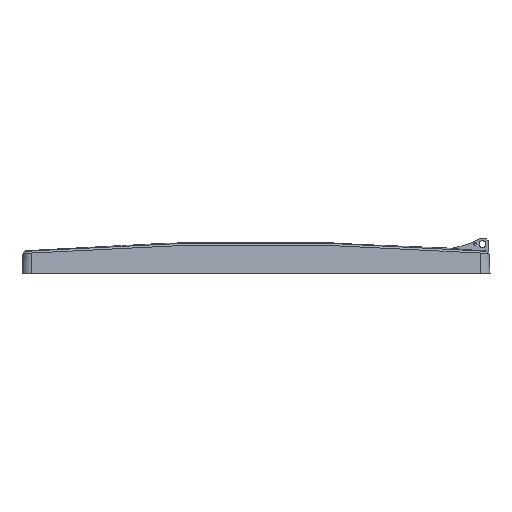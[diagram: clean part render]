
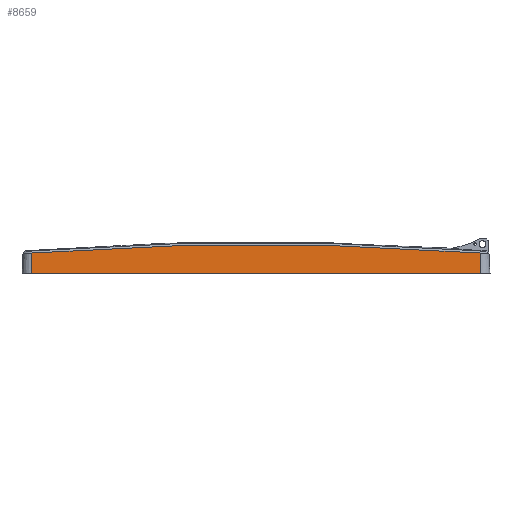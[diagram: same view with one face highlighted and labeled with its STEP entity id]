
A CAD part, top view. The second image highlights one B-rep face of the part: STEP entity #8659.
In plain terms, the highlighted planar face has unit normal (0, 0.052, 0.999).
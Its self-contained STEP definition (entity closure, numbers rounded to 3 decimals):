
#4105 = DIRECTION ( 'NONE',  ( 1., 0., 0. ) ) ;
#4106 = VECTOR ( 'NONE', #4105, 1000. ) ;
#4107 = CARTESIAN_POINT ( 'NONE',  ( -180.55, 0., 165.45 ) ) ;
#4108 = LINE ( 'NONE', #4107, #4106 ) ;
#4167 = FACE_OUTER_BOUND ( 'NONE', #8660, .T. ) ;
#4171 = CARTESIAN_POINT ( 'NONE',  ( -180.55, 0., 165.45 ) ) ;
#4172 = CARTESIAN_POINT ( 'NONE',  ( -180.55, 16.147, 164.604 ) ) ;
#4173 = DIRECTION ( 'NONE',  ( 0., -0.999, 0.052 ) ) ;
#4174 = VECTOR ( 'NONE', #4173, 1000. ) ;
#4175 = CARTESIAN_POINT ( 'NONE',  ( -180.55, 0., 165.45 ) ) ;
#4176 = LINE ( 'NONE', #4175, #4174 ) ;
#4203 = DIRECTION ( 'NONE',  ( 0., -0.999, 0.052 ) ) ;
#4204 = DIRECTION ( 'NONE',  ( 0., 0.052, 0.999 ) ) ;
#4205 = CARTESIAN_POINT ( 'NONE',  ( -180.55, 0., 165.45 ) ) ;
#4206 = AXIS2_PLACEMENT_3D ( 'NONE', #4205, #4204, #4203 ) ;
#4207 = PLANE ( 'NONE',  #4206 ) ;
#4365 = CARTESIAN_POINT ( 'NONE',  ( 180.55, 16.149, 164.604 ) ) ;
#4366 = CARTESIAN_POINT ( 'NONE',  ( 180.55, 0., 165.45 ) ) ;
#4367 = DIRECTION ( 'NONE',  ( 0., -0.999, 0.052 ) ) ;
#4368 = VECTOR ( 'NONE', #4367, 1000. ) ;
#4369 = CARTESIAN_POINT ( 'NONE',  ( 180.55, 0., 165.45 ) ) ;
#4370 = LINE ( 'NONE', #4369, #4368 ) ;
#4405 = CARTESIAN_POINT ( 'NONE',  ( -180.55, 16.147, 164.604 ) ) ;
#4406 = CARTESIAN_POINT ( 'NONE',  ( -120.478, 20.705, 164.365 ) ) ;
#4407 = CARTESIAN_POINT ( 'NONE',  ( -60.298, 22.985, 164.245 ) ) ;
#4408 = CARTESIAN_POINT ( 'NONE',  ( 15.062, 22.985, 164.245 ) ) ;
#4409 = CARTESIAN_POINT ( 'NONE',  ( 30.131, 22.843, 164.253 ) ) ;
#4410 = CARTESIAN_POINT ( 'NONE',  ( 60.252, 22.273, 164.283 ) ) ;
#4411 = CARTESIAN_POINT ( 'NONE',  ( 105.412, 20.991, 164.35 ) ) ;
#4412 = CARTESIAN_POINT ( 'NONE',  ( 150.511, 18.426, 164.484 ) ) ;
#4413 = CARTESIAN_POINT ( 'NONE',  ( 180.55, 16.149, 164.604 ) ) ;
#4417 = B_SPLINE_CURVE_WITH_KNOTS ( 'NONE', 3,
 ( #4413, #4412, #4411, #4410, #4409, #4408, #4407, #4406, #4405 ),
 .UNSPECIFIED., .F., .F.,
 ( 4, 1, 2, 2, 4 ),
 ( 0., 0.25, 0.375, 0.5, 1. ),
 .UNSPECIFIED. ) ;
#8636 = ORIENTED_EDGE ( 'NONE', *, *, #8650, .T. ) ;
#8637 = ORIENTED_EDGE ( 'NONE', *, *, #8638, .T. ) ;
#8638 = EDGE_CURVE ( 'NONE', #8653, #8721, #4108, .T. ) ;
#8650 = EDGE_CURVE ( 'NONE', #8652, #8653, #4176, .T. ) ;
#8652 = VERTEX_POINT ( 'NONE', #4172 ) ;
#8653 = VERTEX_POINT ( 'NONE', #4171 ) ;
#8659 = ADVANCED_FACE ( 'NONE', ( #4167 ), #4207, .T. ) ;
#8660 = EDGE_LOOP ( 'NONE', ( #8661, #8722, #8636, #8637 ) ) ;
#8661 = ORIENTED_EDGE ( 'NONE', *, *, #8719, .F. ) ;
#8719 = EDGE_CURVE ( 'NONE', #8720, #8721, #4370, .T. ) ;
#8720 = VERTEX_POINT ( 'NONE', #4365 ) ;
#8721 = VERTEX_POINT ( 'NONE', #4366 ) ;
#8722 = ORIENTED_EDGE ( 'NONE', *, *, #8723, .T. ) ;
#8723 = EDGE_CURVE ( 'NONE', #8720, #8652, #4417, .T. ) ;
